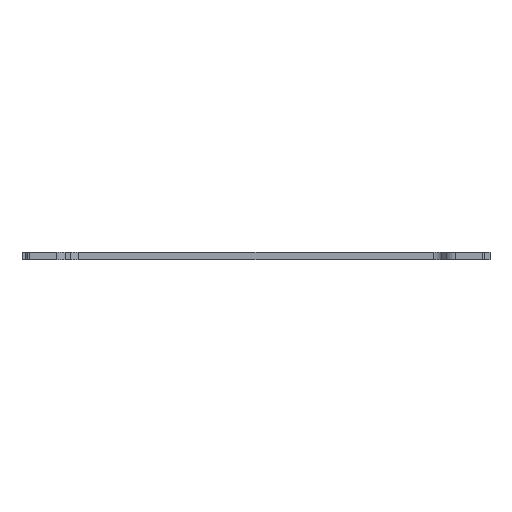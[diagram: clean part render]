
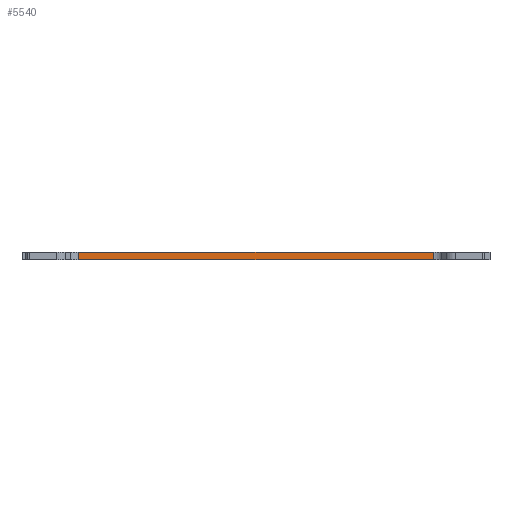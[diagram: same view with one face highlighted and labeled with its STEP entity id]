
A CAD part, front view. The second image highlights one B-rep face of the part: STEP entity #5540.
In plain terms, the highlighted planar face has unit normal (0, -1, 0).
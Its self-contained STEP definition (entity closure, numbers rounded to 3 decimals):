
#167=PLANE('',#6065);
#409=FACE_OUTER_BOUND('',#748,.T.);
#748=EDGE_LOOP('',(#4717,#4718,#4719,#4720));
#993=LINE('',#8284,#1560);
#1065=LINE('',#8526,#1632);
#1285=LINE('',#9158,#1852);
#1286=LINE('',#9160,#1853);
#1560=VECTOR('',#6581,10.);
#1632=VECTOR('',#6837,10.);
#1852=VECTOR('',#7419,10.);
#1853=VECTOR('',#7422,1000.);
#2415=VERTEX_POINT('',#8281);
#2416=VERTEX_POINT('',#8283);
#2493=VERTEX_POINT('',#8523);
#2494=VERTEX_POINT('',#8525);
#2993=EDGE_CURVE('',#2415,#2416,#993,.T.);
#3112=EDGE_CURVE('',#2493,#2494,#1065,.T.);
#3428=EDGE_CURVE('',#2494,#2415,#1285,.T.);
#3429=EDGE_CURVE('',#2493,#2416,#1286,.T.);
#4717=ORIENTED_EDGE('',*,*,#3428,.F.);
#4718=ORIENTED_EDGE('',*,*,#3112,.F.);
#4719=ORIENTED_EDGE('',*,*,#3429,.T.);
#4720=ORIENTED_EDGE('',*,*,#2993,.F.);
#5540=ADVANCED_FACE('',(#409),#167,.F.);
#6065=AXIS2_PLACEMENT_3D('',#9159,#7420,#7421);
#6581=DIRECTION('',(-1.,0.,0.));
#6837=DIRECTION('',(1.,0.,0.));
#7419=DIRECTION('',(0.,0.,-1.));
#7420=DIRECTION('center_axis',(0.,1.,0.));
#7421=DIRECTION('ref_axis',(0.,0.,1.));
#7422=DIRECTION('',(0.,0.,-1.));
#8281=CARTESIAN_POINT('',(152.984,-183.093,-3.));
#8283=CARTESIAN_POINT('',(-122.984,-183.093,-3.));
#8284=CARTESIAN_POINT('',(81.55,-183.093,-3.));
#8523=CARTESIAN_POINT('',(-122.984,-183.093,3.));
#8525=CARTESIAN_POINT('',(152.984,-183.093,3.));
#8526=CARTESIAN_POINT('',(-63.474,-183.093,3.));
#9158=CARTESIAN_POINT('',(152.984,-183.093,-3.));
#9159=CARTESIAN_POINT('Origin',(-126.948,-183.093,3.));
#9160=CARTESIAN_POINT('',(-122.984,-183.093,-3.));
